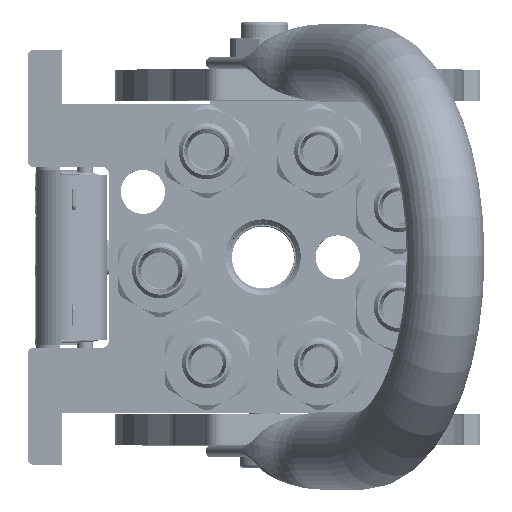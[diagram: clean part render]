
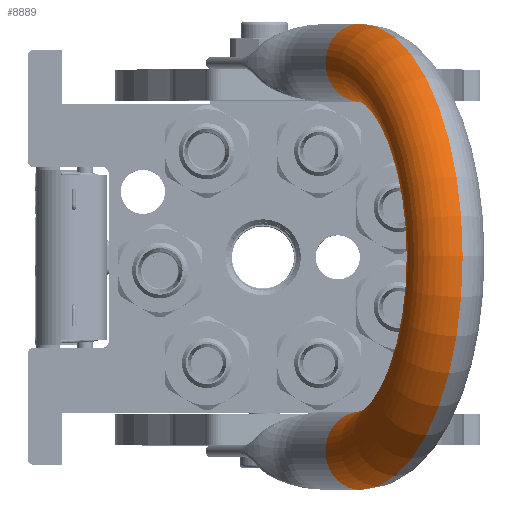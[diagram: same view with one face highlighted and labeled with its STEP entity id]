
A CAD part, top view. The second image highlights one B-rep face of the part: STEP entity #8889.
In plain terms, the highlighted toroidal (fillet/blend) face has major radius 62.25 mm and minor radius 12.5 mm.
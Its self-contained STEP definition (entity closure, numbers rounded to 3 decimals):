
#1822 = CARTESIAN_POINT ( 'NONE',  ( 0., 0., 25.25 ) ) ;
#1839 = DIRECTION ( 'NONE',  ( 0., 0., 1. ) ) ;
#7902 = AXIS2_PLACEMENT_3D ( 'NONE', #32499, #42802, #72201 ) ;
#8889 = ADVANCED_FACE ( 'NONE', ( #105412 ), #40123, .T. ) ;
#11150 = CARTESIAN_POINT ( 'NONE',  ( 74.75, 0., 25.25 ) ) ;
#11640 = DIRECTION ( 'NONE',  ( -1., 0., 0. ) ) ;
#12467 = CARTESIAN_POINT ( 'NONE',  ( 62.25, 0., 25.25 ) ) ;
#12819 = VERTEX_POINT ( 'NONE', #15454 ) ;
#15454 = CARTESIAN_POINT ( 'NONE',  ( -74.75, 0., 25.25 ) ) ;
#18304 = VERTEX_POINT ( 'NONE', #97192 ) ;
#18634 = EDGE_CURVE ( 'NONE', #21002, #18304, #122472, .T. ) ;
#20324 = AXIS2_PLACEMENT_3D ( 'NONE', #1822, #24050, #22263 ) ;
#21002 = VERTEX_POINT ( 'NONE', #11150 ) ;
#21682 = VERTEX_POINT ( 'NONE', #126713 ) ;
#22263 = DIRECTION ( 'NONE',  ( -1., 0., 0. ) ) ;
#24050 = DIRECTION ( 'NONE',  ( 0., 1., 0. ) ) ;
#29655 = EDGE_CURVE ( 'NONE', #21682, #18304, #118019, .T. ) ;
#30740 = CARTESIAN_POINT ( 'NONE',  ( -62.25, 0., 25.25 ) ) ;
#32499 = CARTESIAN_POINT ( 'NONE',  ( 0., 0., 25.25 ) ) ;
#40123 = TOROIDAL_SURFACE ( 'NONE', #103498, 62.25, 12.5 ) ;
#42802 = DIRECTION ( 'NONE',  ( 0., 1., 0. ) ) ;
#43713 = EDGE_LOOP ( 'NONE', ( #83294, #100849, #106681, #52575 ) ) ;
#49618 = AXIS2_PLACEMENT_3D ( 'NONE', #30740, #1839, #11640 ) ;
#52575 = ORIENTED_EDGE ( 'NONE', *, *, #81326, .T. ) ;
#56646 = CARTESIAN_POINT ( 'NONE',  ( 0., 0., 25.25 ) ) ;
#72201 = DIRECTION ( 'NONE',  ( -1., 0., 0. ) ) ;
#72616 = DIRECTION ( 'NONE',  ( 1., 0., 0. ) ) ;
#81326 = EDGE_CURVE ( 'NONE', #12819, #21682, #94107, .T. ) ;
#83283 = DIRECTION ( 'NONE',  ( 0., 0., -1. ) ) ;
#83294 = ORIENTED_EDGE ( 'NONE', *, *, #29655, .T. ) ;
#94107 = CIRCLE ( 'NONE', #49618, 12.5 ) ;
#97192 = CARTESIAN_POINT ( 'NONE',  ( 49.75, 0., 25.25 ) ) ;
#100849 = ORIENTED_EDGE ( 'NONE', *, *, #18634, .F. ) ;
#103454 = EDGE_CURVE ( 'NONE', #12819, #21002, #120586, .T. ) ;
#103498 = AXIS2_PLACEMENT_3D ( 'NONE', #56646, #130140, #121200 ) ;
#105412 = FACE_OUTER_BOUND ( 'NONE', #43713, .T. ) ;
#106681 = ORIENTED_EDGE ( 'NONE', *, *, #103454, .F. ) ;
#118019 = CIRCLE ( 'NONE', #20324, 49.75 ) ;
#118600 = AXIS2_PLACEMENT_3D ( 'NONE', #12467, #83283, #72616 ) ;
#120586 = CIRCLE ( 'NONE', #7902, 74.75 ) ;
#121200 = DIRECTION ( 'NONE',  ( 1., 0., 0. ) ) ;
#122472 = CIRCLE ( 'NONE', #118600, 12.5 ) ;
#126713 = CARTESIAN_POINT ( 'NONE',  ( -49.75, 0., 25.25 ) ) ;
#130140 = DIRECTION ( 'NONE',  ( 0., 1., 0. ) ) ;
